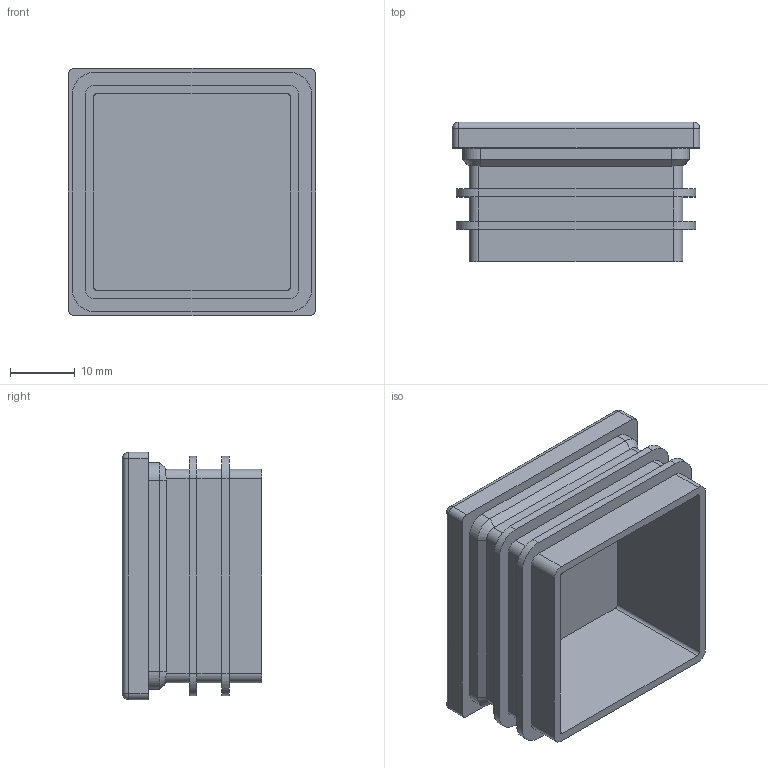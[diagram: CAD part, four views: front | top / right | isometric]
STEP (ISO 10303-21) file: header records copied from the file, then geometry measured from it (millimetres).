
FILE_DESCRIPTION (( 'STEP AP214' ), '1' );
FILE_NAME ('50106-Square Plug Ribbed Plastic Grey 38.1mm.STEP', '2018-12-19T22:35:32', ( '' ), ( '' ), 'SwSTEP 2.0', 'SolidWorks 2018', '' );
FILE_SCHEMA (( 'AUTOMOTIVE_DESIGN' ));
Length unit declared in the file: millimetre
Products named in the file (1): 50106-Square Plug Ribbed Plastic Grey 38.1mm
Bounding box: 38.1 x 21.5 x 38.1 mm (x, y, z)
Volume: 9208.4 mm3; surface area: 8933.4 mm2
Topology: 1 solids, 1 shells, 343 faces, 911 edges, 598 vertices
Faces by surface type: plane 190, bspline 109, cylinder 36, cone 4, sphere 4
Entity records: 16833 total; most frequent: CARTESIAN_POINT 8896, ORIENTED_EDGE 1814, DIRECTION 1215, EDGE_CURVE 907, VECTOR 609, LINE 609, VERTEX_POINT 598, EDGE_LOOP 375
